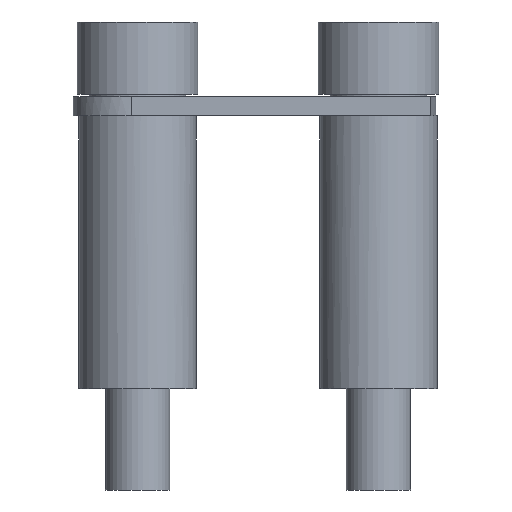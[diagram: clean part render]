
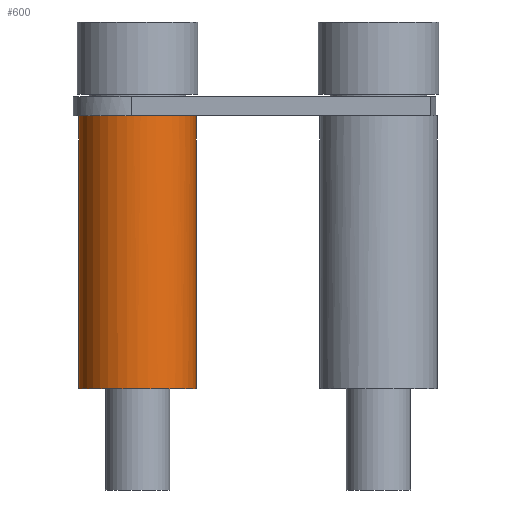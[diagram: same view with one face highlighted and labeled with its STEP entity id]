
A CAD part, front view. The second image highlights one B-rep face of the part: STEP entity #600.
In plain terms, the highlighted cylindrical face has radius 3.65 mm (diameter 7.3 mm), a partial arc.
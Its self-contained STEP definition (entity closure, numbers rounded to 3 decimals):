
#10=CARTESIAN_POINT('',(0.,8.5,0.));
#20=DIRECTION('',(0.,-1.,0.));
#30=DIRECTION('',(-1.,0.,0.));
#40=AXIS2_PLACEMENT_3D('',#10,#20,#30);
#50=CYLINDRICAL_SURFACE('',#40,3.65);
#60=CARTESIAN_POINT('',(3.65,8.5,0.));
#70=DIRECTION('',(0.,-1.,0.));
#80=VECTOR('',#70,1.);
#90=LINE('',#60,#80);
#100=CARTESIAN_POINT('',(3.65,17.,0.));
#110=VERTEX_POINT('',#100);
#120=CARTESIAN_POINT('',(3.65,0.,0.));
#130=VERTEX_POINT('',#120);
#140=EDGE_CURVE('',#110,#130,#90,.T.);
#150=ORIENTED_EDGE('',*,*,#140,.T.);
#160=CARTESIAN_POINT('',(0.,17.,0.));
#170=DIRECTION('',(0.,-1.,0.));
#180=DIRECTION('',(-1.,0.,0.));
#190=AXIS2_PLACEMENT_3D('',#160,#170,#180);
#200=CIRCLE('',#190,3.65);
#210=CARTESIAN_POINT('',(0.653,17.,-3.591));
#220=VERTEX_POINT('',#210);
#230=EDGE_CURVE('',#220,#110,#200,.T.);
#240=ORIENTED_EDGE('',*,*,#230,.T.);
#250=CARTESIAN_POINT('',(0.,17.,0.));
#260=DIRECTION('',(0.,1.,0.));
#270=DIRECTION('',(-1.,0.,0.));
#280=AXIS2_PLACEMENT_3D('',#250,#260,#270);
#290=CIRCLE('',#280,3.65);
#300=CARTESIAN_POINT('',(-0.602,17.,-3.6));
#310=VERTEX_POINT('',#300);
#320=EDGE_CURVE('',#220,#310,#290,.T.);
#330=ORIENTED_EDGE('',*,*,#320,.F.);
#340=CARTESIAN_POINT('',(0.,17.,0.));
#350=DIRECTION('',(0.,-1.,0.));
#360=DIRECTION('',(-1.,0.,0.));
#370=AXIS2_PLACEMENT_3D('',#340,#350,#360);
#380=CIRCLE('',#370,3.65);
#390=CARTESIAN_POINT('',(-3.65,17.,0.));
#400=VERTEX_POINT('',#390);
#410=EDGE_CURVE('',#400,#310,#380,.T.);
#420=ORIENTED_EDGE('',*,*,#410,.T.);
#430=CARTESIAN_POINT('',(-3.65,8.5,0.));
#440=DIRECTION('',(0.,-1.,0.));
#450=VECTOR('',#440,1.);
#460=LINE('',#430,#450);
#470=CARTESIAN_POINT('',(-3.65,0.,0.));
#480=VERTEX_POINT('',#470);
#490=EDGE_CURVE('',#400,#480,#460,.T.);
#500=ORIENTED_EDGE('',*,*,#490,.F.);
#510=CARTESIAN_POINT('',(0.,0.,0.));
#520=DIRECTION('',(0.,1.,0.));
#530=DIRECTION('',(-1.,0.,0.));
#540=AXIS2_PLACEMENT_3D('',#510,#520,#530);
#550=CIRCLE('',#540,3.65);
#560=EDGE_CURVE('',#130,#480,#550,.T.);
#570=ORIENTED_EDGE('',*,*,#560,.T.);
#580=EDGE_LOOP('',(#570,#500,#420,#330,#240,#150));
#590=FACE_OUTER_BOUND('',#580,.T.);
#600=ADVANCED_FACE('',(#590),#50,.T.);
